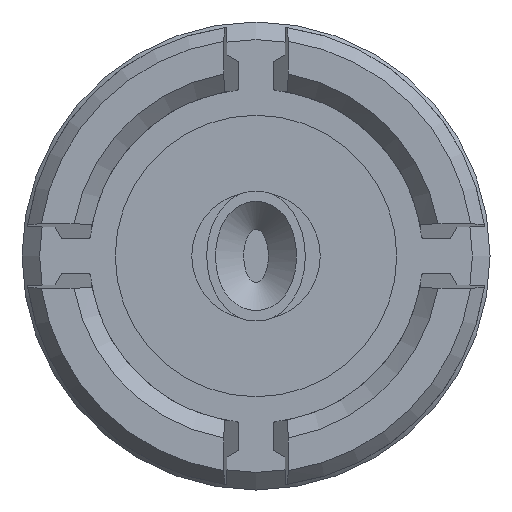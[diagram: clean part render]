
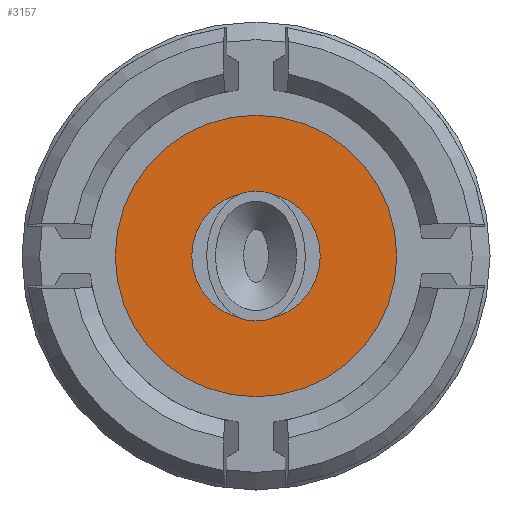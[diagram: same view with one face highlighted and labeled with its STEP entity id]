
A CAD part, left-side view. The second image highlights one B-rep face of the part: STEP entity #3157.
In plain terms, the highlighted planar face has unit normal (-1, 0, 0).
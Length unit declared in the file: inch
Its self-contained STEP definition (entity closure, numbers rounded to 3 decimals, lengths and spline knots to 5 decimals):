
#80 = EDGE_CURVE ( 'NONE', #2884, #3498, #2138, .T. ) ;
#104 = DIRECTION ( 'NONE',  ( -1., 0., 0. ) ) ;
#185 = DIRECTION ( 'NONE',  ( -1., 0., 0. ) ) ;
#288 = CARTESIAN_POINT ( 'NONE',  ( 0.005, -0.00448, 0.01769 ) ) ;
#346 = FACE_OUTER_BOUND ( 'NONE', #1545, .T. ) ;
#380 = CARTESIAN_POINT ( 'NONE',  ( 0.005, 0., 0. ) ) ;
#573 = CIRCLE ( 'NONE', #2531, 0.04 ) ;
#616 = VERTEX_POINT ( 'NONE', #2294 ) ;
#627 = CARTESIAN_POINT ( 'NONE',  ( 0.005, -0.00448, -0.01769 ) ) ;
#701 = CARTESIAN_POINT ( 'NONE',  ( 0.005, 0., 0. ) ) ;
#734 = AXIS2_PLACEMENT_3D ( 'NONE', #3612, #2794, #1948 ) ;
#791 = CARTESIAN_POINT ( 'NONE',  ( 0.005, 0., 0. ) ) ;
#876 = DIRECTION ( 'NONE',  ( -1., 0., 0. ) ) ;
#1174 = DIRECTION ( 'NONE',  ( 0., 0., 1. ) ) ;
#1307 = DIRECTION ( 'NONE',  ( -1., 0., 0. ) ) ;
#1325 = CIRCLE ( 'NONE', #2168, 0.01825 ) ;
#1370 = CIRCLE ( 'NONE', #734, 0.01299 ) ;
#1535 = EDGE_CURVE ( 'NONE', #1763, #2884, #2534, .T. ) ;
#1545 = EDGE_LOOP ( 'NONE', ( #3183 ) ) ;
#1657 = EDGE_CURVE ( 'NONE', #1763, #3680, #1370, .T. ) ;
#1672 = AXIS2_PLACEMENT_3D ( 'NONE', #3607, #185, #2227 ) ;
#1699 = AXIS2_PLACEMENT_3D ( 'NONE', #2317, #876, #1174 ) ;
#1728 = ORIENTED_EDGE ( 'NONE', *, *, #1535, .F. ) ;
#1763 = VERTEX_POINT ( 'NONE', #627 ) ;
#1895 = EDGE_CURVE ( 'NONE', #3498, #3680, #1325, .T. ) ;
#1948 = DIRECTION ( 'NONE',  ( 0., 0., 1. ) ) ;
#2138 = CIRCLE ( 'NONE', #1699, 0.01542 ) ;
#2143 = CARTESIAN_POINT ( 'NONE',  ( 0.005, 0.00448, 0.01769 ) ) ;
#2163 = DIRECTION ( 'NONE',  ( 0., 0., 1. ) ) ;
#2168 = AXIS2_PLACEMENT_3D ( 'NONE', #380, #104, #2163 ) ;
#2227 = DIRECTION ( 'NONE',  ( 0., 0., 1. ) ) ;
#2294 = CARTESIAN_POINT ( 'NONE',  ( 0.005, 0., 0.04 ) ) ;
#2317 = CARTESIAN_POINT ( 'NONE',  ( 0.005, 0., 0.00294 ) ) ;
#2531 = AXIS2_PLACEMENT_3D ( 'NONE', #701, #1307, #3285 ) ;
#2534 = CIRCLE ( 'NONE', #3529, 0.01825 ) ;
#2627 = EDGE_CURVE ( 'NONE', #616, #616, #573, .T. ) ;
#2718 = ORIENTED_EDGE ( 'NONE', *, *, #80, .F. ) ;
#2738 = ORIENTED_EDGE ( 'NONE', *, *, #1895, .F. ) ;
#2794 = DIRECTION ( 'NONE',  ( 1., 0., 0. ) ) ;
#2819 = DIRECTION ( 'NONE',  ( 0., 0., 1. ) ) ;
#2884 = VERTEX_POINT ( 'NONE', #288 ) ;
#3092 = CARTESIAN_POINT ( 'NONE',  ( 0.005, 0.00448, -0.01769 ) ) ;
#3095 = PLANE ( 'NONE',  #1672 ) ;
#3157 = ADVANCED_FACE ( 'NONE', ( #3233, #346 ), #3095, .T. ) ;
#3183 = ORIENTED_EDGE ( 'NONE', *, *, #2627, .T. ) ;
#3233 = FACE_BOUND ( 'NONE', #3480, .T. ) ;
#3285 = DIRECTION ( 'NONE',  ( 0., 0., 1. ) ) ;
#3297 = ORIENTED_EDGE ( 'NONE', *, *, #1657, .T. ) ;
#3362 = DIRECTION ( 'NONE',  ( -1., 0., 0. ) ) ;
#3480 = EDGE_LOOP ( 'NONE', ( #2718, #1728, #3297, #2738 ) ) ;
#3498 = VERTEX_POINT ( 'NONE', #2143 ) ;
#3529 = AXIS2_PLACEMENT_3D ( 'NONE', #791, #3362, #2819 ) ;
#3607 = CARTESIAN_POINT ( 'NONE',  ( 0.005, 0., 0. ) ) ;
#3612 = CARTESIAN_POINT ( 'NONE',  ( 0.005, 0., -0.0055 ) ) ;
#3680 = VERTEX_POINT ( 'NONE', #3092 ) ;
